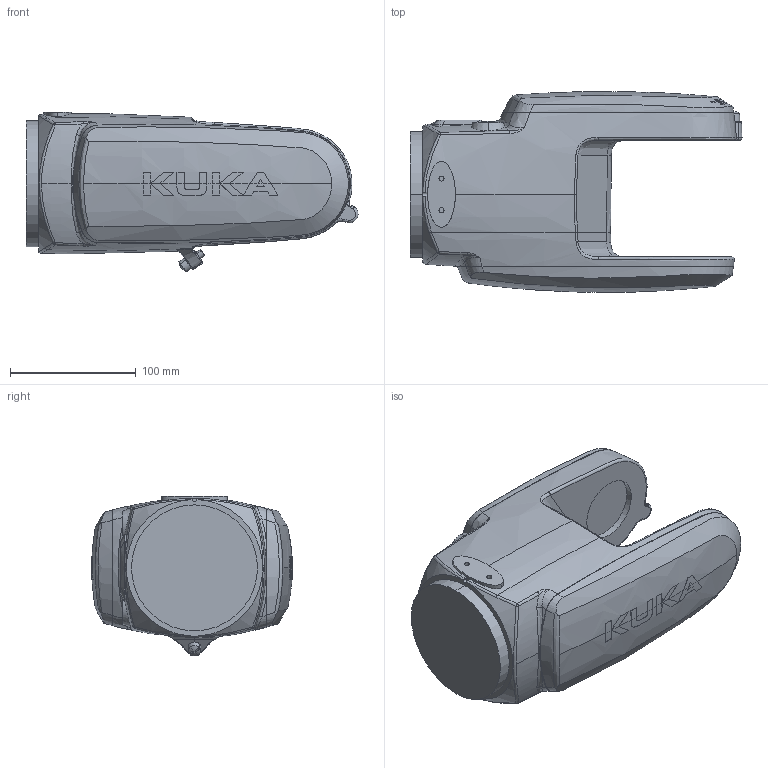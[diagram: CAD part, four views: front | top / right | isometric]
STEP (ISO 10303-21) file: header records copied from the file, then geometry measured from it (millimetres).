
FILE_DESCRIPTION (( 'STEP AP203' ), '1' );
FILE_NAME ('KR_6_R900-2_V01.sldasm-Part-3_Valor predeterminado_sldprt.STEP', '2019-06-20T10:47:11', ( '' ), ( '' ), 'SwSTEP 2.0', 'SolidWorks 2018', '' );
FILE_SCHEMA (( 'CONFIG_CONTROL_DESIGN' ));
Length unit declared in the file: millimetre
Products named in the file (1): KR_6_R900-2_V01.sldasm-Part-3_Valor predeterminado_sldprt
Bounding box: 263.51 x 159.49 x 126.96 mm (x, y, z)
Volume: 2457907.4 mm3; surface area: 134608.7 mm2
Topology: 1 solids, 1 shells, 564 faces, 1459 edges, 896 vertices
Faces by surface type: bspline 278, plane 134, torus 51, cylinder 49, sphere 38, cone 14
Entity records: 35660 total; most frequent: CARTESIAN_POINT 24606, ORIENTED_EDGE 2868, DIRECTION 1491, EDGE_CURVE 1434, VERTEX_POINT 884, B_SPLINE_CURVE_WITH_KNOTS 833, AXIS2_PLACEMENT_3D 645, EDGE_LOOP 576
